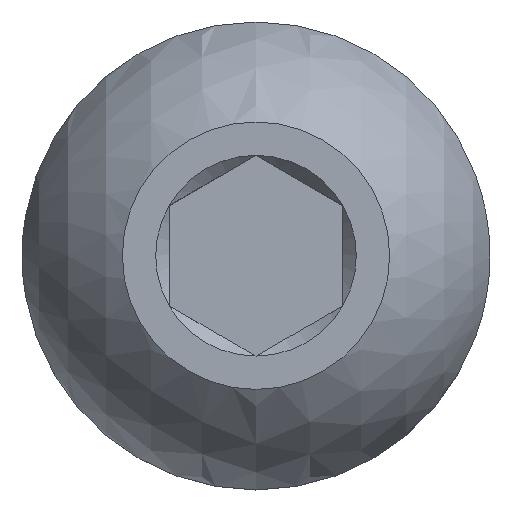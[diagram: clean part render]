
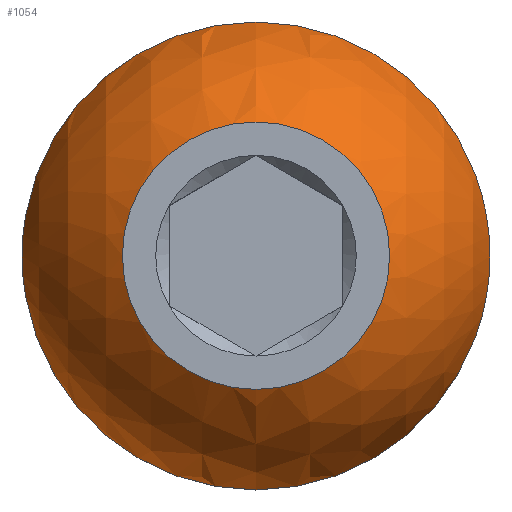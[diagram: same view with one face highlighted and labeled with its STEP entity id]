
A CAD part, top view. The second image highlights one B-rep face of the part: STEP entity #1054.
In plain terms, the highlighted spherical face has radius 1.791 mm.
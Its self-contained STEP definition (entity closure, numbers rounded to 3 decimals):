
#27=FACE_BOUND('',#197,.T.);
#30=SPHERICAL_SURFACE('',#1141,1.791);
#133=FACE_OUTER_BOUND('',#196,.T.);
#196=EDGE_LOOP('',(#826));
#197=EDGE_LOOP('',(#827));
#226=CIRCLE('',#1139,1.75);
#228=CIRCLE('',#1142,1.);
#474=VERTEX_POINT('',#3571);
#476=VERTEX_POINT('',#3577);
#620=EDGE_CURVE('',#474,#474,#226,.T.);
#623=EDGE_CURVE('',#476,#476,#228,.T.);
#826=ORIENTED_EDGE('',*,*,#620,.T.);
#827=ORIENTED_EDGE('',*,*,#623,.F.);
#1054=ADVANCED_FACE('',(#133,#27),#30,.T.);
#1139=AXIS2_PLACEMENT_3D('',#3572,#1310,#1311);
#1141=AXIS2_PLACEMENT_3D('',#3576,#1315,#1316);
#1142=AXIS2_PLACEMENT_3D('',#3578,#1317,#1318);
#1310=DIRECTION('center_axis',(0.,0.,1.));
#1311=DIRECTION('ref_axis',(1.,0.,0.));
#1315=DIRECTION('center_axis',(-1.,0.,0.));
#1316=DIRECTION('ref_axis',(0.,1.,0.));
#1317=DIRECTION('center_axis',(0.,0.,1.));
#1318=DIRECTION('ref_axis',(1.,0.,0.));
#3571=CARTESIAN_POINT('',(-1.75,0.,3.545));
#3572=CARTESIAN_POINT('Origin',(0.,0.,3.545));
#3576=CARTESIAN_POINT('Origin',(0.,0.,3.164));
#3577=CARTESIAN_POINT('',(0.,1.,4.65));
#3578=CARTESIAN_POINT('Origin',(0.,0.,4.65));
